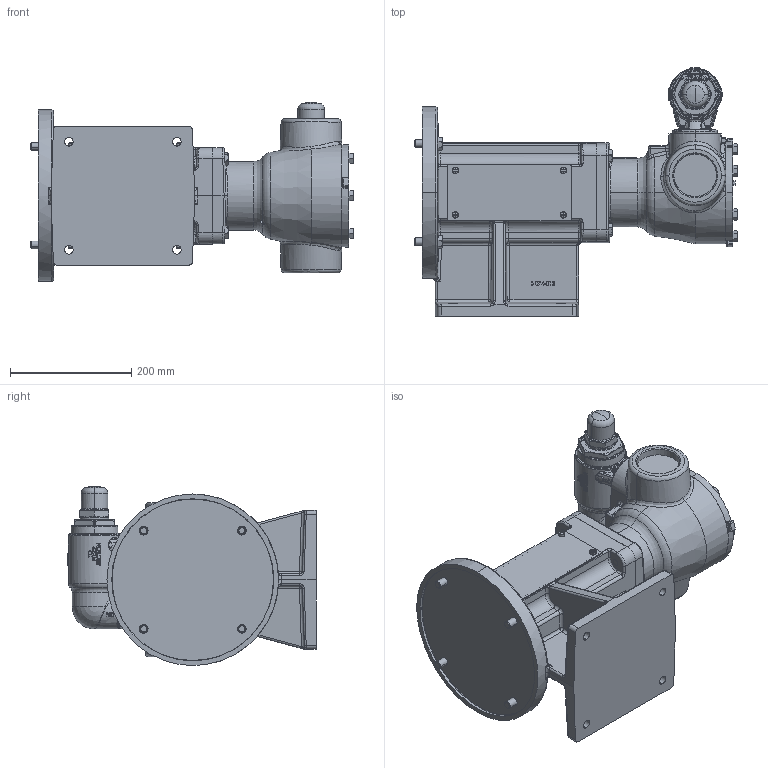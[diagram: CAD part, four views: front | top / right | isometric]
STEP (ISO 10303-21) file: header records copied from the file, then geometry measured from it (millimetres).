
FILE_DESCRIPTION (( 'STEP AP214' ), '1' );
FILE_NAME ('AS495-M_(284-286TC).STEP', '2017-02-24T20:55:29', ( '' ), ( '' ), 'SwSTEP 2.0', 'SolidWorks 2016', '' );
FILE_SCHEMA (( 'AUTOMOTIVE_DESIGN' ));
Length unit declared in the file: inch
Products named in the file (2): AS495-M_(284-286TC)
Bounding box: 530.92 x 408.96 x 294.89 mm (x, y, z)
Volume: 15383266.7 mm3; surface area: 790118.6 mm2
Topology: 1 solids, 6 shells, 2633 faces, 6724 edges, 4205 vertices
Faces by surface type: plane 997, bspline 739, cylinder 490, cone 198, torus 125, sphere 84
Entity records: 161757 total; most frequent: CARTESIAN_POINT 88329, ORIENTED_EDGE 13356, DIRECTION 9664, EDGE_CURVE 6678, VERTEX_POINT 4201, AXIS2_PLACEMENT_3D 3672, EDGE_LOOP 2805, ADVANCED_FACE 2633
